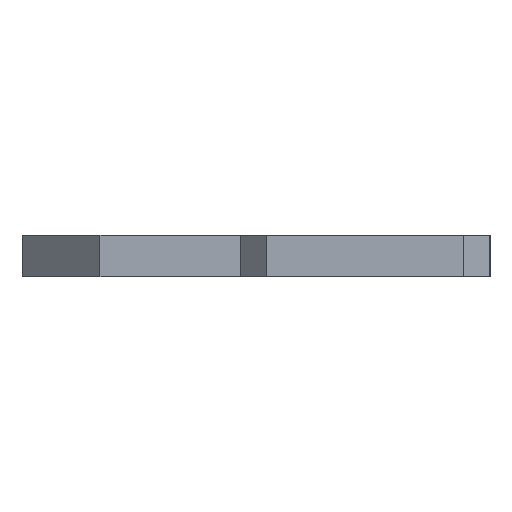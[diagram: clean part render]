
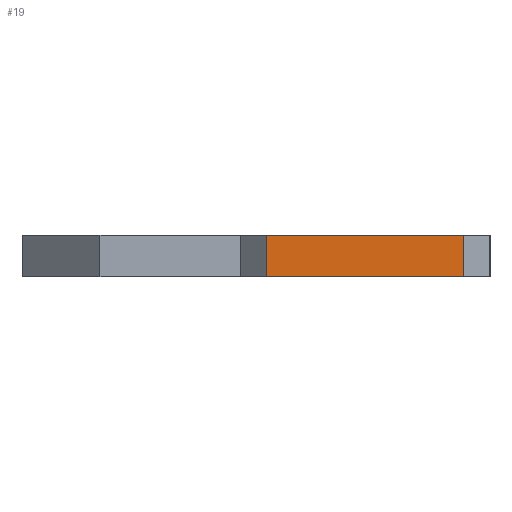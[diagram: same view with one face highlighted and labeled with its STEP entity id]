
A CAD part, left-side view. The second image highlights one B-rep face of the part: STEP entity #19.
In plain terms, the highlighted planar face has unit normal (-1, 0, 0).
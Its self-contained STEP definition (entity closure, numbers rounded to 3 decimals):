
#19 = ADVANCED_FACE ( 'NONE', ( #1401 ), #949, .T. ) ;
#38 = DIRECTION ( 'NONE',  ( 0., 0., -1. ) ) ;
#116 = VERTEX_POINT ( 'NONE', #752 ) ;
#177 = CARTESIAN_POINT ( 'NONE',  ( -150., -19., 0. ) ) ;
#199 = AXIS2_PLACEMENT_3D ( 'NONE', #286, #513, #945 ) ;
#247 = ORIENTED_EDGE ( 'NONE', *, *, #366, .T. ) ;
#261 = CARTESIAN_POINT ( 'NONE',  ( -150., -19., 0. ) ) ;
#286 = CARTESIAN_POINT ( 'NONE',  ( -150., -24., 0. ) ) ;
#361 = VECTOR ( 'NONE', #588, 1000. ) ;
#366 = EDGE_CURVE ( 'NONE', #443, #116, #742, .T. ) ;
#388 = EDGE_CURVE ( 'NONE', #116, #454, #704, .T. ) ;
#409 = CARTESIAN_POINT ( 'NONE',  ( -150., -24., 8. ) ) ;
#418 = VECTOR ( 'NONE', #1017, 1000. ) ;
#443 = VERTEX_POINT ( 'NONE', #1150 ) ;
#454 = VERTEX_POINT ( 'NONE', #177 ) ;
#513 = DIRECTION ( 'NONE',  ( -1., 0., 0. ) ) ;
#588 = DIRECTION ( 'NONE',  ( 0., 0., -1. ) ) ;
#592 = VECTOR ( 'NONE', #619, 1000. ) ;
#619 = DIRECTION ( 'NONE',  ( 0., 1., 0. ) ) ;
#691 = ORIENTED_EDGE ( 'NONE', *, *, #755, .F. ) ;
#704 = LINE ( 'NONE', #1341, #418 ) ;
#732 = ORIENTED_EDGE ( 'NONE', *, *, #1057, .T. ) ;
#741 = ORIENTED_EDGE ( 'NONE', *, *, #388, .T. ) ;
#742 = LINE ( 'NONE', #915, #1289 ) ;
#752 = CARTESIAN_POINT ( 'NONE',  ( -150., 19., 0. ) ) ;
#755 = EDGE_CURVE ( 'NONE', #1287, #454, #1050, .T. ) ;
#915 = CARTESIAN_POINT ( 'NONE',  ( -150., 19., 0. ) ) ;
#945 = DIRECTION ( 'NONE',  ( 0., 0., 1. ) ) ;
#949 = PLANE ( 'NONE',  #199 ) ;
#1015 = EDGE_LOOP ( 'NONE', ( #691, #732, #247, #741 ) ) ;
#1017 = DIRECTION ( 'NONE',  ( 0., -1., 0. ) ) ;
#1029 = LINE ( 'NONE', #409, #592 ) ;
#1050 = LINE ( 'NONE', #261, #361 ) ;
#1057 = EDGE_CURVE ( 'NONE', #1287, #443, #1029, .T. ) ;
#1150 = CARTESIAN_POINT ( 'NONE',  ( -150., 19., 8. ) ) ;
#1253 = CARTESIAN_POINT ( 'NONE',  ( -150., -19., 8. ) ) ;
#1287 = VERTEX_POINT ( 'NONE', #1253 ) ;
#1289 = VECTOR ( 'NONE', #38, 1000. ) ;
#1341 = CARTESIAN_POINT ( 'NONE',  ( -150., 16.154, 0. ) ) ;
#1401 = FACE_OUTER_BOUND ( 'NONE', #1015, .T. ) ;
